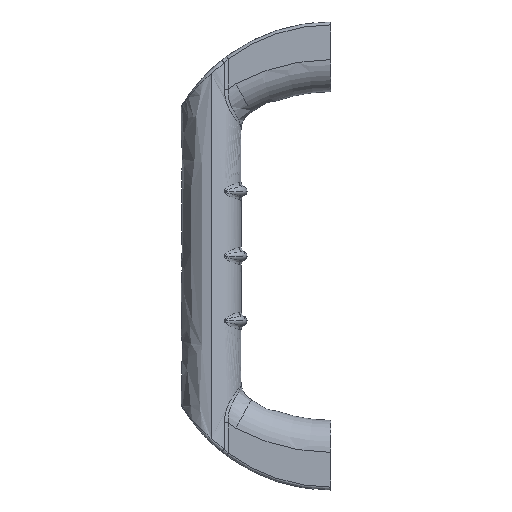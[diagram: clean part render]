
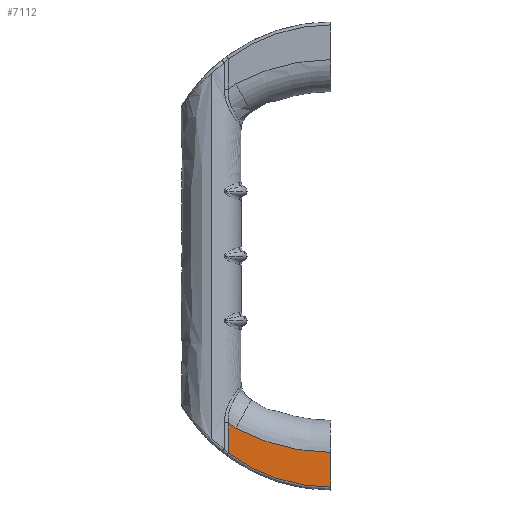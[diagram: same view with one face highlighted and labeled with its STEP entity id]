
A CAD part, left-side view. The second image highlights one B-rep face of the part: STEP entity #7112.
In plain terms, the highlighted planar face has unit normal (-1, 0, 0).
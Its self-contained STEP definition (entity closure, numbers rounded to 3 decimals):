
#215 = AXIS2_PLACEMENT_3D ( 'NONE', #5916, #13336, #3521 ) ;
#908 = CIRCLE ( 'NONE', #8342, 68.791 ) ;
#1539 = CARTESIAN_POINT ( 'NONE',  ( -13., -48., 0. ) ) ;
#1955 = AXIS2_PLACEMENT_3D ( 'NONE', #1539, #7937, #15580 ) ;
#2616 = EDGE_CURVE ( 'NONE', #13639, #7823, #13661, .T. ) ;
#2697 = CARTESIAN_POINT ( 'NONE',  ( -13., -48., -92.85 ) ) ;
#2905 = ORIENTED_EDGE ( 'NONE', *, *, #6140, .F. ) ;
#3521 = DIRECTION ( 'NONE',  ( 0., 1., 0. ) ) ;
#4773 = CARTESIAN_POINT ( 'NONE',  ( -13., -6.893, -67.073 ) ) ;
#4853 = CIRCLE ( 'NONE', #1955, 78.9 ) ;
#5123 = LINE ( 'NONE', #13033, #16228 ) ;
#5126 = CARTESIAN_POINT ( 'NONE',  ( -13., -48., -24.059 ) ) ;
#5790 = CARTESIAN_POINT ( 'NONE',  ( -13., -7.837, -67.833 ) ) ;
#5916 = CARTESIAN_POINT ( 'NONE',  ( -13., -48., 0. ) ) ;
#5933 = ORIENTED_EDGE ( 'NONE', *, *, #15842, .T. ) ;
#6140 = EDGE_CURVE ( 'NONE', #11244, #12207, #5123, .T. ) ;
#6526 = EDGE_CURVE ( 'NONE', #7823, #14363, #16404, .T. ) ;
#7037 = CARTESIAN_POINT ( 'NONE',  ( -13., -8.843, -68.508 ) ) ;
#7111 = ORIENTED_EDGE ( 'NONE', *, *, #2616, .T. ) ;
#7112 = ADVANCED_FACE ( 'NONE', ( #14657 ), #12336, .F. ) ;
#7722 = DIRECTION ( 'NONE',  ( 0., 0., -1. ) ) ;
#7823 = VERTEX_POINT ( 'NONE', #4773 ) ;
#7923 = CARTESIAN_POINT ( 'NONE',  ( -13., -48., -78.9 ) ) ;
#7937 = DIRECTION ( 'NONE',  ( 1., 0., 0. ) ) ;
#8221 = CARTESIAN_POINT ( 'NONE',  ( -13., -9.91, -69.097 ) ) ;
#8306 = CARTESIAN_POINT ( 'NONE',  ( -13., -9.91, -69.097 ) ) ;
#8342 = AXIS2_PLACEMENT_3D ( 'NONE', #5126, #14049, #7722 ) ;
#9101 = ORIENTED_EDGE ( 'NONE', *, *, #6526, .T. ) ;
#9103 = CARTESIAN_POINT ( 'NONE',  ( -13., -6.893, -79.217 ) ) ;
#10293 = DIRECTION ( 'NONE',  ( 0., 0., -1. ) ) ;
#11244 = VERTEX_POINT ( 'NONE', #7923 ) ;
#12207 = VERTEX_POINT ( 'NONE', #2697 ) ;
#12336 = PLANE ( 'NONE',  #215 ) ;
#13033 = CARTESIAN_POINT ( 'NONE',  ( -13., -48., -94. ) ) ;
#13336 = DIRECTION ( 'NONE',  ( 1., 0., 0. ) ) ;
#13432 = EDGE_LOOP ( 'NONE', ( #9101, #5933, #2905, #14883, #7111 ) ) ;
#13466 = VECTOR ( 'NONE', #15066, 1000. ) ;
#13639 = VERTEX_POINT ( 'NONE', #8221 ) ;
#13661 = B_SPLINE_CURVE_WITH_KNOTS ( 'NONE', 3,
 ( #8306, #7037, #5790, #16194 ),
 .UNSPECIFIED., .F., .F.,
 ( 4, 4 ),
 ( 0., 0.004 ),
 .UNSPECIFIED. ) ;
#14049 = DIRECTION ( 'NONE',  ( -1., 0., 0. ) ) ;
#14363 = VERTEX_POINT ( 'NONE', #9103 ) ;
#14657 = FACE_OUTER_BOUND ( 'NONE', #13432, .T. ) ;
#14883 = ORIENTED_EDGE ( 'NONE', *, *, #15036, .T. ) ;
#15036 = EDGE_CURVE ( 'NONE', #11244, #13639, #4853, .T. ) ;
#15066 = DIRECTION ( 'NONE',  ( 0., 0., -1. ) ) ;
#15580 = DIRECTION ( 'NONE',  ( 0., 0., -1. ) ) ;
#15842 = EDGE_CURVE ( 'NONE', #14363, #12207, #908, .T. ) ;
#16194 = CARTESIAN_POINT ( 'NONE',  ( -13., -6.893, -67.073 ) ) ;
#16228 = VECTOR ( 'NONE', #10293, 1000. ) ;
#16320 = CARTESIAN_POINT ( 'NONE',  ( -13., -6.893, 0. ) ) ;
#16404 = LINE ( 'NONE', #16320, #13466 ) ;
